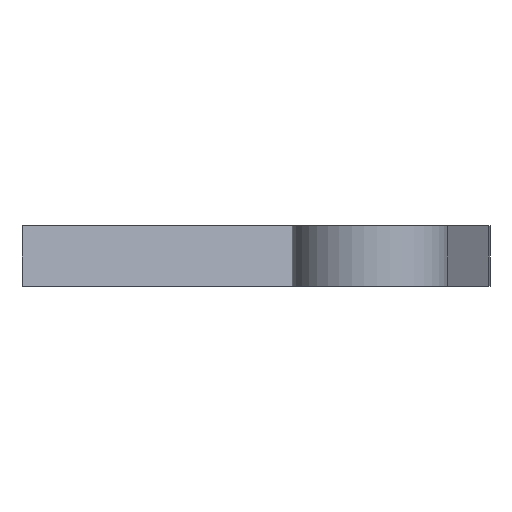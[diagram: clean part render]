
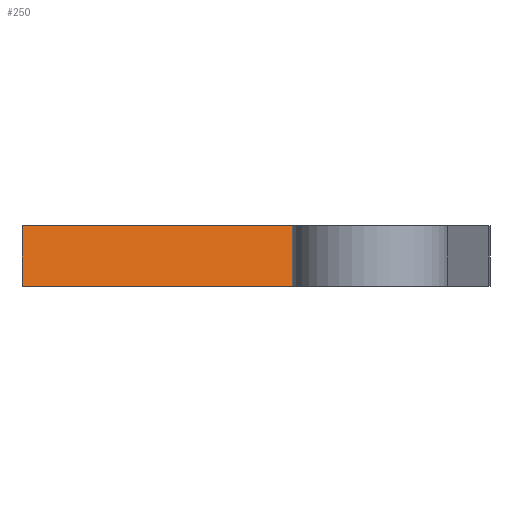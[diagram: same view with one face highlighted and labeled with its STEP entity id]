
A CAD part, front view. The second image highlights one B-rep face of the part: STEP entity #250.
In plain terms, the highlighted planar face has unit normal (0.435, -0.9, 0).
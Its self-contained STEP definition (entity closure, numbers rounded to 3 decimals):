
#3 = EDGE_LOOP ( 'NONE', ( #318, #728, #286, #235 ) ) ;
#12 = VERTEX_POINT ( 'NONE', #506 ) ;
#13 = EDGE_CURVE ( 'NONE', #12, #91, #56, .T. ) ;
#26 = PLANE ( 'NONE',  #527 ) ;
#50 = LINE ( 'NONE', #611, #468 ) ;
#56 = LINE ( 'NONE', #627, #643 ) ;
#79 = CARTESIAN_POINT ( 'NONE',  ( 23., 22.874, -23.404 ) ) ;
#91 = VERTEX_POINT ( 'NONE', #632 ) ;
#100 = VERTEX_POINT ( 'NONE', #642 ) ;
#117 = DIRECTION ( 'NONE',  ( 0., 0., 1. ) ) ;
#142 = DIRECTION ( 'NONE',  ( -0.9, -0.435, 0. ) ) ;
#204 = EDGE_CURVE ( 'NONE', #100, #12, #719, .T. ) ;
#235 = ORIENTED_EDGE ( 'NONE', *, *, #204, .F. ) ;
#250 = ADVANCED_FACE ( 'NONE', ( #710 ), #26, .T. ) ;
#286 = ORIENTED_EDGE ( 'NONE', *, *, #13, .F. ) ;
#305 = DIRECTION ( 'NONE',  ( 0.9, 0.435, 0. ) ) ;
#314 = DIRECTION ( 'NONE',  ( 0.435, -0.9, 0. ) ) ;
#318 = ORIENTED_EDGE ( 'NONE', *, *, #657, .T. ) ;
#322 = DIRECTION ( 'NONE',  ( 0.9, 0.435, 0. ) ) ;
#404 = DIRECTION ( 'NONE',  ( 0., 0., 1. ) ) ;
#409 = CARTESIAN_POINT ( 'NONE',  ( 45.5, 33.751, -9.449 ) ) ;
#416 = EDGE_CURVE ( 'NONE', #91, #612, #50, .T. ) ;
#467 = LINE ( 'NONE', #409, #581 ) ;
#468 = VECTOR ( 'NONE', #322, 1000. ) ;
#503 = CARTESIAN_POINT ( 'NONE',  ( 45.5, 33.751, 28.9 ) ) ;
#506 = CARTESIAN_POINT ( 'NONE',  ( 23., 22.874, 23.9 ) ) ;
#527 = AXIS2_PLACEMENT_3D ( 'NONE', #79, #314, #305 ) ;
#581 = VECTOR ( 'NONE', #404, 1000. ) ;
#611 = CARTESIAN_POINT ( 'NONE',  ( 23., 22.874, 28.9 ) ) ;
#612 = VERTEX_POINT ( 'NONE', #503 ) ;
#627 = CARTESIAN_POINT ( 'NONE',  ( 23., 22.874, -23.404 ) ) ;
#632 = CARTESIAN_POINT ( 'NONE',  ( 23., 22.874, 28.9 ) ) ;
#642 = CARTESIAN_POINT ( 'NONE',  ( 45.5, 33.751, 23.9 ) ) ;
#643 = VECTOR ( 'NONE', #117, 1000. ) ;
#657 = EDGE_CURVE ( 'NONE', #100, #612, #467, .T. ) ;
#705 = VECTOR ( 'NONE', #142, 1000. ) ;
#710 = FACE_OUTER_BOUND ( 'NONE', #3, .T. ) ;
#715 = CARTESIAN_POINT ( 'NONE',  ( 23., 22.874, 23.9 ) ) ;
#719 = LINE ( 'NONE', #715, #705 ) ;
#728 = ORIENTED_EDGE ( 'NONE', *, *, #416, .F. ) ;
